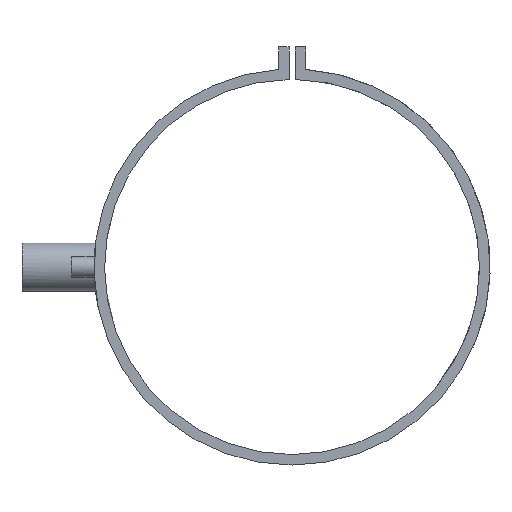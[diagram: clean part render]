
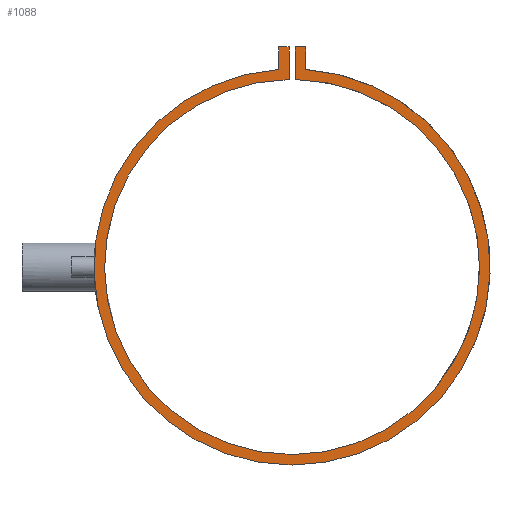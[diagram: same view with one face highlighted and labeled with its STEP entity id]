
A CAD part, left-side view. The second image highlights one B-rep face of the part: STEP entity #1088.
In plain terms, the highlighted planar face has unit normal (-1, 0, 0).
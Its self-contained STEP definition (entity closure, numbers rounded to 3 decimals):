
#7 = DIRECTION ( 'NONE',  ( 0., 0., -1. ) ) ;
#50 = CARTESIAN_POINT ( 'NONE',  ( -80., 9., 146.693 ) ) ;
#106 = ORIENTED_EDGE ( 'NONE', *, *, #1235, .F. ) ;
#150 = DIRECTION ( 'NONE',  ( 0., 0., -1. ) ) ;
#156 = VECTOR ( 'NONE', #769, 1000. ) ;
#175 = CARTESIAN_POINT ( 'NONE',  ( -80., -9., 131.693 ) ) ;
#205 = CARTESIAN_POINT ( 'NONE',  ( -80., -2., 146.693 ) ) ;
#255 = DIRECTION ( 'NONE',  ( 0., -1., 0. ) ) ;
#276 = CARTESIAN_POINT ( 'NONE',  ( -80., 2., 146.693 ) ) ;
#290 = EDGE_CURVE ( 'NONE', #322, #381, #1637, .T. ) ;
#298 = DIRECTION ( 'NONE',  ( -1., 0., 0. ) ) ;
#315 = LINE ( 'NONE', #50, #156 ) ;
#322 = VERTEX_POINT ( 'NONE', #709 ) ;
#329 = EDGE_CURVE ( 'NONE', #1603, #483, #1582, .T. ) ;
#353 = ORIENTED_EDGE ( 'NONE', *, *, #329, .F. ) ;
#358 = CARTESIAN_POINT ( 'NONE',  ( -80., -9., 146.693 ) ) ;
#381 = VERTEX_POINT ( 'NONE', #1259 ) ;
#428 = CARTESIAN_POINT ( 'NONE',  ( -80., 0., 0. ) ) ;
#435 = CARTESIAN_POINT ( 'NONE',  ( -80., 2., 124.984 ) ) ;
#483 = VERTEX_POINT ( 'NONE', #1153 ) ;
#601 = LINE ( 'NONE', #205, #1116 ) ;
#627 = EDGE_CURVE ( 'NONE', #1304, #1603, #781, .T. ) ;
#682 = ORIENTED_EDGE ( 'NONE', *, *, #1701, .F. ) ;
#690 = LINE ( 'NONE', #276, #1051 ) ;
#702 = LINE ( 'NONE', #1426, #1324 ) ;
#709 = CARTESIAN_POINT ( 'NONE',  ( -80., 9., 146.693 ) ) ;
#762 = VECTOR ( 'NONE', #1779, 1000. ) ;
#763 = AXIS2_PLACEMENT_3D ( 'NONE', #1254, #1410, #7 ) ;
#769 = DIRECTION ( 'NONE',  ( 0., 0., 1. ) ) ;
#781 = LINE ( 'NONE', #1084, #762 ) ;
#785 = EDGE_CURVE ( 'NONE', #381, #1515, #690, .T. ) ;
#786 = VERTEX_POINT ( 'NONE', #838 ) ;
#838 = CARTESIAN_POINT ( 'NONE',  ( -80., -2., 124.984 ) ) ;
#849 = DIRECTION ( 'NONE',  ( 0., 0., -1. ) ) ;
#881 = ORIENTED_EDGE ( 'NONE', *, *, #1516, .F. ) ;
#883 = ORIENTED_EDGE ( 'NONE', *, *, #627, .F. ) ;
#974 = DIRECTION ( 'NONE',  ( 0., -1., 0. ) ) ;
#985 = CARTESIAN_POINT ( 'NONE',  ( -80., 0., 0. ) ) ;
#999 = ORIENTED_EDGE ( 'NONE', *, *, #290, .F. ) ;
#1005 = VERTEX_POINT ( 'NONE', #1101 ) ;
#1016 = VECTOR ( 'NONE', #255, 1000. ) ;
#1017 = AXIS2_PLACEMENT_3D ( 'NONE', #428, #1671, #150 ) ;
#1051 = VECTOR ( 'NONE', #1118, 1000. ) ;
#1075 = CARTESIAN_POINT ( 'NONE',  ( -80., 9., 146.693 ) ) ;
#1084 = CARTESIAN_POINT ( 'NONE',  ( -80., -9., 146.693 ) ) ;
#1088 = ADVANCED_FACE ( 'NONE', ( #1107 ), #1263, .F. ) ;
#1100 = EDGE_CURVE ( 'NONE', #1005, #1304, #702, .T. ) ;
#1101 = CARTESIAN_POINT ( 'NONE',  ( -80., -2., 146.693 ) ) ;
#1107 = FACE_OUTER_BOUND ( 'NONE', #1754, .T. ) ;
#1116 = VECTOR ( 'NONE', #1714, 1000. ) ;
#1118 = DIRECTION ( 'NONE',  ( 0., 0., -1. ) ) ;
#1153 = CARTESIAN_POINT ( 'NONE',  ( -80., 9., 131.693 ) ) ;
#1235 = EDGE_CURVE ( 'NONE', #786, #1005, #601, .T. ) ;
#1254 = CARTESIAN_POINT ( 'NONE',  ( -80., 0., 0. ) ) ;
#1259 = CARTESIAN_POINT ( 'NONE',  ( -80., 2., 146.693 ) ) ;
#1263 = PLANE ( 'NONE',  #763 ) ;
#1293 = CIRCLE ( 'NONE', #1528, 125. ) ;
#1304 = VERTEX_POINT ( 'NONE', #358 ) ;
#1324 = VECTOR ( 'NONE', #974, 1000. ) ;
#1403 = ORIENTED_EDGE ( 'NONE', *, *, #1100, .F. ) ;
#1410 = DIRECTION ( 'NONE',  ( 1., 0., 0. ) ) ;
#1426 = CARTESIAN_POINT ( 'NONE',  ( -80., -2., 146.693 ) ) ;
#1515 = VERTEX_POINT ( 'NONE', #435 ) ;
#1516 = EDGE_CURVE ( 'NONE', #1515, #786, #1293, .T. ) ;
#1528 = AXIS2_PLACEMENT_3D ( 'NONE', #985, #298, #849 ) ;
#1582 = CIRCLE ( 'NONE', #1017, 132. ) ;
#1603 = VERTEX_POINT ( 'NONE', #175 ) ;
#1637 = LINE ( 'NONE', #1075, #1016 ) ;
#1671 = DIRECTION ( 'NONE',  ( 1., 0., 0. ) ) ;
#1684 = ORIENTED_EDGE ( 'NONE', *, *, #785, .F. ) ;
#1701 = EDGE_CURVE ( 'NONE', #483, #322, #315, .T. ) ;
#1714 = DIRECTION ( 'NONE',  ( 0., 0., 1. ) ) ;
#1754 = EDGE_LOOP ( 'NONE', ( #353, #883, #1403, #106, #881, #1684, #999, #682 ) ) ;
#1779 = DIRECTION ( 'NONE',  ( 0., 0., -1. ) ) ;
